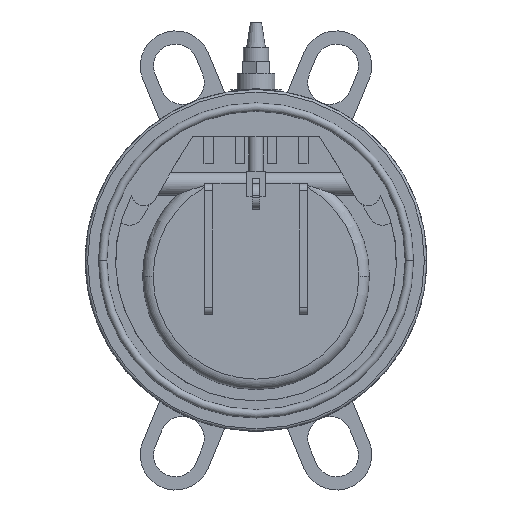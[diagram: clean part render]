
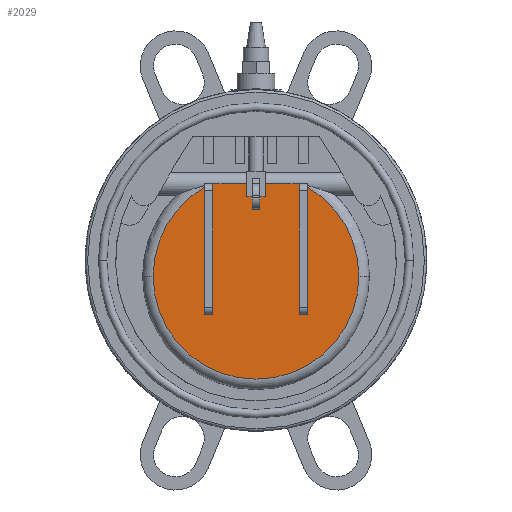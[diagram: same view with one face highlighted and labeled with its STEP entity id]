
A CAD part, front view. The second image highlights one B-rep face of the part: STEP entity #2029.
In plain terms, the highlighted planar face has unit normal (0, -1, 0).
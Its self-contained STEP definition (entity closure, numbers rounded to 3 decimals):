
#2029=ADVANCED_FACE('',(#4146),#4147,.T.);
#4146=FACE_OUTER_BOUND('',#6279,.T.);
#4147=PLANE('',#6280);
#6279=EDGE_LOOP('',(#12480,#12481,#12482,#12483,#12484,#12485,#12486,#12487,#12488,#12489,#12490,#12491,#12492,#12493));
#6280=AXIS2_PLACEMENT_3D('',#12494,#12495,#12496);
#12480=ORIENTED_EDGE('',*,*,#15152,.T.);
#12481=ORIENTED_EDGE('',*,*,#15153,.T.);
#12482=ORIENTED_EDGE('',*,*,#15108,.T.);
#12483=ORIENTED_EDGE('',*,*,#15125,.T.);
#12484=ORIENTED_EDGE('',*,*,#15154,.T.);
#12485=ORIENTED_EDGE('',*,*,#15155,.T.);
#12486=ORIENTED_EDGE('',*,*,#12788,.T.);
#12487=ORIENTED_EDGE('',*,*,#12784,.T.);
#12488=ORIENTED_EDGE('',*,*,#15148,.T.);
#12489=ORIENTED_EDGE('',*,*,#15105,.T.);
#12490=ORIENTED_EDGE('',*,*,#15101,.T.);
#12491=ORIENTED_EDGE('',*,*,#15156,.T.);
#12492=ORIENTED_EDGE('',*,*,#15157,.T.);
#12493=ORIENTED_EDGE('',*,*,#15137,.T.);
#12494=CARTESIAN_POINT('',(0.0,-19.493,-7.156));
#12495=DIRECTION('',(0.0,-1.0,0.0));
#12496=DIRECTION('',(1.0,0.0,0.0));
#12784=EDGE_CURVE('',#15317,#15321,#15323,.T.);
#12788=EDGE_CURVE('',#15325,#15317,#15328,.T.);
#15101=EDGE_CURVE('',#18762,#18763,#18764,.T.);
#15105=EDGE_CURVE('',#18768,#18762,#18769,.T.);
#15108=EDGE_CURVE('',#18772,#18773,#18774,.T.);
#15125=EDGE_CURVE('',#18773,#18799,#18800,.T.);
#15137=EDGE_CURVE('',#18813,#18814,#18815,.T.);
#15148=EDGE_CURVE('',#15321,#18768,#18829,.T.);
#15152=EDGE_CURVE('',#18814,#18833,#18834,.T.);
#15153=EDGE_CURVE('',#18833,#18772,#18835,.T.);
#15154=EDGE_CURVE('',#18799,#18836,#18837,.T.);
#15155=EDGE_CURVE('',#18836,#15325,#18838,.T.);
#15156=EDGE_CURVE('',#18763,#18839,#18840,.T.);
#15157=EDGE_CURVE('',#18839,#18813,#18841,.T.);
#15317=VERTEX_POINT('',#19171);
#15321=VERTEX_POINT('',#19190);
#15323=CIRCLE('',#19215,46.726);
#15325=VERTEX_POINT('',#19217);
#15328=CIRCLE('',#19220,46.726);
#18762=VERTEX_POINT('',#31716);
#18763=VERTEX_POINT('',#31717);
#18764=LINE('',#31718,#31719);
#18768=VERTEX_POINT('',#31725);
#18769=LINE('',#31726,#31727);
#18772=VERTEX_POINT('',#31731);
#18773=VERTEX_POINT('',#31732);
#18774=LINE('',#31733,#31734);
#18799=VERTEX_POINT('',#31767);
#18800=LINE('',#31768,#31769);
#18813=VERTEX_POINT('',#31834);
#18814=VERTEX_POINT('',#31835);
#18815=LINE('',#31836,#31837);
#18829=LINE('',#31855,#31856);
#18833=VERTEX_POINT('',#31861);
#18834=LINE('',#31862,#31863);
#18835=LINE('',#31864,#31865);
#18836=VERTEX_POINT('',#31866);
#18837=LINE('',#31867,#31868);
#18838=CIRCLE('',#31869,46.726);
#18839=VERTEX_POINT('',#31870);
#18840=LINE('',#31871,#31872);
#18841=LINE('',#31873,#31874);
#19171=CARTESIAN_POINT('',(46.726,-19.493,-7.156));
#19190=CARTESIAN_POINT('',(23.376,-19.493,33.302));
#19215=AXIS2_PLACEMENT_3D('',#32148,#32149,#32150);
#19217=CARTESIAN_POINT('',(-46.726,-19.493,-7.156));
#19220=AXIS2_PLACEMENT_3D('',#32157,#32158,#32159);
#31716=CARTESIAN_POINT('',(19.56,-19.493,-24.424));
#31717=CARTESIAN_POINT('',(19.56,-19.493,34.736));
#31718=CARTESIAN_POINT('',(19.56,-19.493,-1.));
#31719=VECTOR('',#34245,1.0);
#31725=CARTESIAN_POINT('',(23.376,-19.493,-24.424));
#31726=CARTESIAN_POINT('',(9.78,-19.493,-24.424));
#31727=VECTOR('',#34248,1.0);
#31731=CARTESIAN_POINT('',(-19.56,-19.493,34.736));
#31732=CARTESIAN_POINT('',(-19.56,-19.493,-24.424));
#31733=CARTESIAN_POINT('',(-19.56,-19.493,-1.));
#31734=VECTOR('',#34250,1.0);
#31767=CARTESIAN_POINT('',(-23.376,-19.493,-24.424));
#31768=CARTESIAN_POINT('',(-11.688,-19.493,-24.424));
#31769=VECTOR('',#34271,1.0);
#31834=CARTESIAN_POINT('',(1.67,-19.493,23.307));
#31835=CARTESIAN_POINT('',(-1.67,-19.493,23.307));
#31836=CARTESIAN_POINT('',(-0.835,-19.493,23.307));
#31837=VECTOR('',#34283,1.0);
#31855=CARTESIAN_POINT('',(23.376,-19.493,-1.));
#31856=VECTOR('',#34297,1.0);
#31861=CARTESIAN_POINT('',(-1.67,-19.493,34.736));
#31862=CARTESIAN_POINT('',(-1.67,-19.493,10.933));
#31863=VECTOR('',#34299,1.0);
#31864=CARTESIAN_POINT('',(0.0,-19.493,34.736));
#31865=VECTOR('',#34300,1.0);
#31866=CARTESIAN_POINT('',(-23.376,-19.493,33.302));
#31867=CARTESIAN_POINT('',(-23.376,-19.493,-1.));
#31868=VECTOR('',#34301,1.0);
#31869=AXIS2_PLACEMENT_3D('',#34302,#34303,#34304);
#31870=CARTESIAN_POINT('',(1.67,-19.493,34.736));
#31871=CARTESIAN_POINT('',(0.0,-19.493,34.736));
#31872=VECTOR('',#34305,1.0);
#31873=CARTESIAN_POINT('',(1.67,-19.493,10.933));
#31874=VECTOR('',#34306,1.0);
#32148=CARTESIAN_POINT('',(0.0,-19.493,-7.156));
#32149=DIRECTION('',(0.0,-1.0,0.0));
#32150=DIRECTION('',(1.0,0.0,0.0));
#32157=CARTESIAN_POINT('',(0.0,-19.493,-7.156));
#32158=DIRECTION('',(0.0,-1.0,0.0));
#32159=DIRECTION('',(1.0,0.0,0.0));
#34245=DIRECTION('',(-0.0,0.0,1.0));
#34248=DIRECTION('',(-1.0,-0.0,-0.0));
#34250=DIRECTION('',(0.0,0.0,-1.0));
#34271=DIRECTION('',(-1.0,-0.0,-0.0));
#34283=DIRECTION('',(-1.0,-0.0,-0.0));
#34297=DIRECTION('',(0.0,0.0,-1.0));
#34299=DIRECTION('',(-0.0,0.0,1.0));
#34300=DIRECTION('',(-1.0,0.0,0.0));
#34301=DIRECTION('',(-0.0,0.0,1.0));
#34302=CARTESIAN_POINT('',(0.0,-19.493,-7.156));
#34303=DIRECTION('',(0.0,-1.0,0.0));
#34304=DIRECTION('',(1.0,0.0,0.0));
#34305=DIRECTION('',(-1.0,0.0,0.0));
#34306=DIRECTION('',(0.0,0.0,-1.0));
